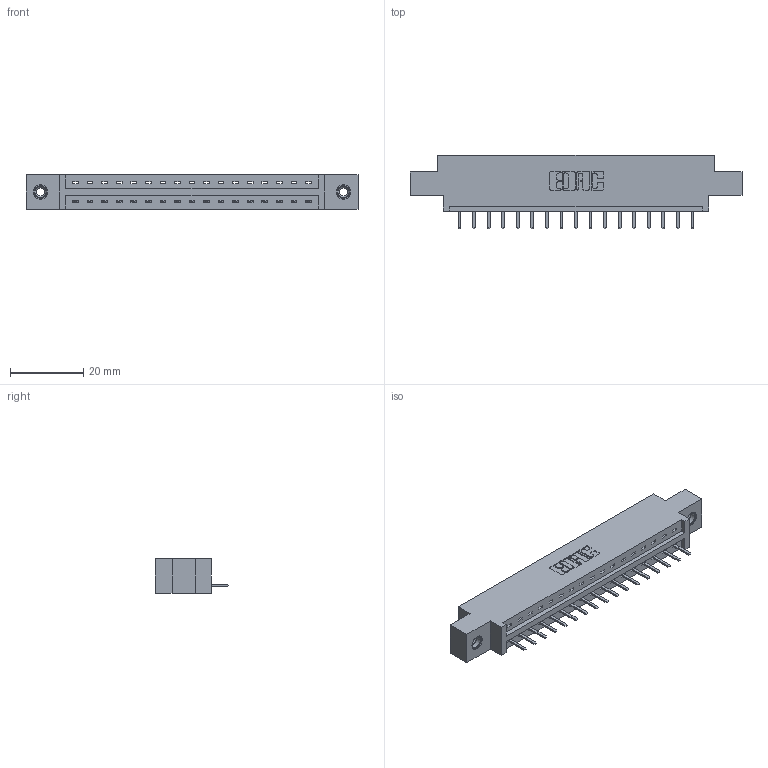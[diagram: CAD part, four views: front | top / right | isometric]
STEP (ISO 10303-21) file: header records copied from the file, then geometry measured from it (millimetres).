
FILE_DESCRIPTION (( 'STEP AP203' ), '1' );
FILE_NAME ('387-017-520-608.STEP', '2019-10-02T18:52:53', ( '' ), ( '' ), 'SwSTEP 2.0', 'SolidWorks 2016', '' );
FILE_SCHEMA (( 'CONFIG_CONTROL_DESIGN' ));
Length unit declared in the file: inch
Products named in the file (4): 387-017-520-608; 345-250-001_345-250-003-102; 337 Part_0.170 Offset - 0.156 Dia-TI; 345-292-001_345-293-120
Assembly tree (20 placements, depth 2):
  387-017-520-608
    337 Part_0.170 Offset - 0.156 Dia-TI
    345-292-001_345-293-120  x17
    345-250-001_345-250-003-102  x2
Bounding box: 90.37 x 20.02 x 9.4 mm (x, y, z)
Volume: 8907 mm3; surface area: 9015.4 mm2
Topology: 20 solids, 20 shells, 1300 faces, 3791 edges, 2474 vertices
Faces by surface type: plane 922, cylinder 362, cone 12, torus 4
Entity records: 17302 total; most frequent: CARTESIAN_POINT 3004, ORIENTED_EDGE 2938, DIRECTION 2601, EDGE_CURVE 1469, LINE 1317, VECTOR 1317, VERTEX_POINT 972, AXIS2_PLACEMENT_3D 642
